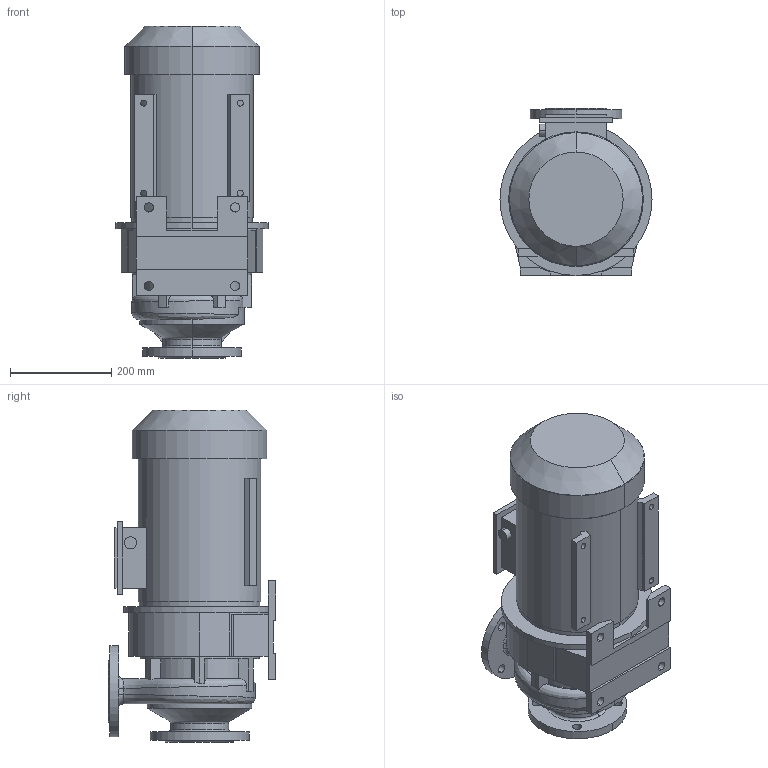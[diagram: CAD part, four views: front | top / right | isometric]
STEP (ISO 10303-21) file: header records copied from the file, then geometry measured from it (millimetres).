
FILE_DESCRIPTION (( 'STEP AP214' ), '1' );
FILE_NAME ('帎80-65-160_2.STEP', '2012-07-30T05:36:51', ( 'referent' ), ( '' ), 'SwSTEP 2.0', 'SolidWorks 2012', '' );
FILE_SCHEMA (( 'AUTOMOTIVE_DESIGN' ));
Length unit declared in the file: millimetre
Products named in the file (1): 帎80-65-160_2
Bounding box: 300 x 330 x 655 mm (x, y, z)
Volume: 30503488.4 mm3; surface area: 1142001.6 mm2
Topology: 2 solids, 2 shells, 217 faces, 568 edges, 370 vertices
Faces by surface type: plane 107, cylinder 81, bspline 15, cone 10, torus 4
Entity records: 12501 total; most frequent: CARTESIAN_POINT 4655, ORIENTED_EDGE 1136, DIRECTION 1113, EDGE_CURVE 568, AXIS2_PLACEMENT_3D 406, VERTEX_POINT 370, VECTOR 301, LINE 301
